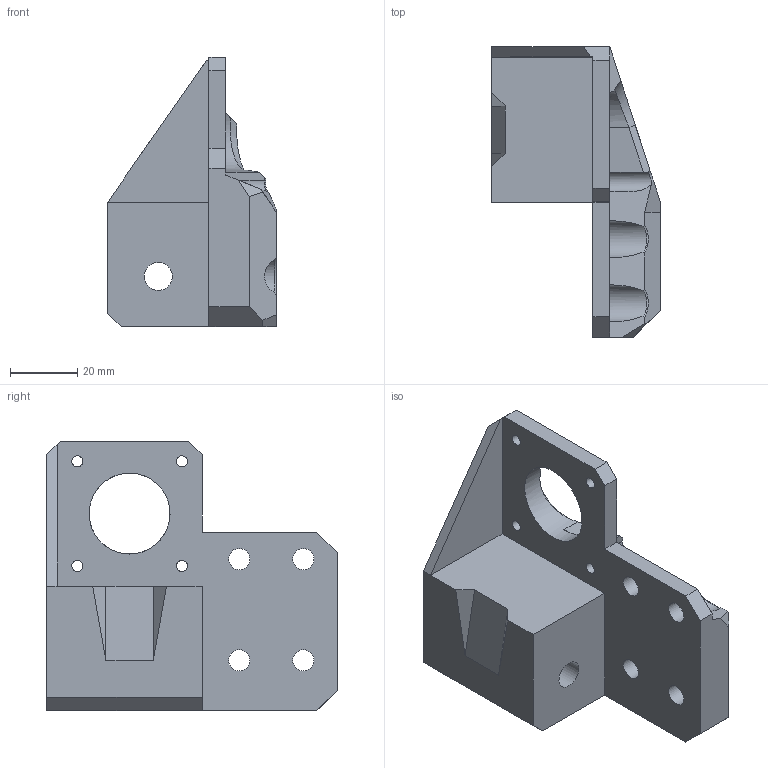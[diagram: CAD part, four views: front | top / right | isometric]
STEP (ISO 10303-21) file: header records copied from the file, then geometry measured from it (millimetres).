
FILE_DESCRIPTION(/* description */ ('STEP AP242','CAx-IF Rec.Pracs.---Representation and Presentation of Product Manufacturing Information (PMI)---4.0---2014-10-13','CAx-IF Rec.Pracs.---3D Tessellated Geometry---0.4---2014-09-14','2;1'),/* implementation_level */ '2;1');
FILE_NAME(/* name */ '61c8e41280feac090ea93694',/* time_stamp */ '2021-12-26T21:52:19+00:00',/* author */ (''),/* organization */ (''),/* preprocessor_version */ 'ST-DEVELOPER v18.101',/* originating_system */ ' ',/* authorisation */ ' ');
FILE_SCHEMA (('AP242_MANAGED_MODEL_BASED_3D_ENGINEERING_MIM_LF { 1 0 10303 442 1 1 4 }'));
Length unit declared in the file: metre
Products named in the file (1): y_motor_cage
Bounding box: 50 x 86 x 80 mm (x, y, z)
Volume: 107244.6 mm3; surface area: 23867.7 mm2
Topology: 1 solids, 1 shells, 103 faces, 284 edges, 189 vertices
Faces by surface type: plane 73, cylinder 24, bspline 4, cone 2
Full cylindrical faces by diameter (mm): 3.3 x4, 6 x1, 6.3 x4, 8.3 x1, 11 x2, 14 x1, 24 x1
Entity records: 3412 total; most frequent: CARTESIAN_POINT 804, ORIENTED_EDGE 530, DIRECTION 499, EDGE_CURVE 265, LINE 189, VECTOR 189, VERTEX_POINT 185, AXIS2_PLACEMENT_3D 155
